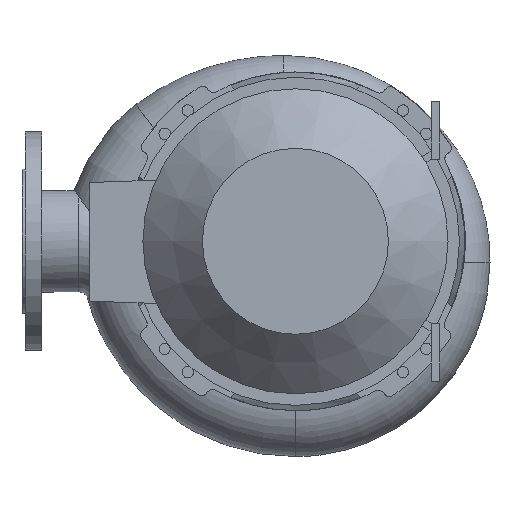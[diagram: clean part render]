
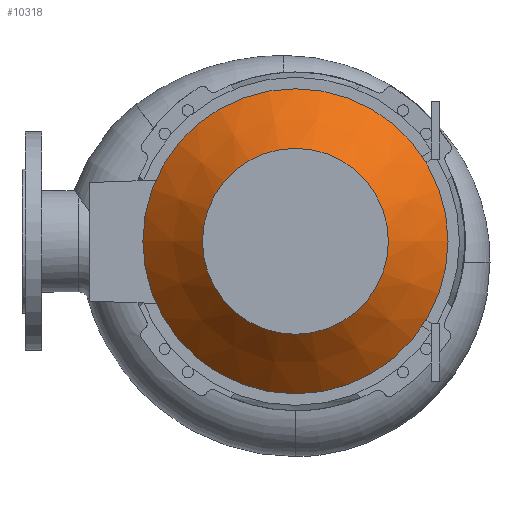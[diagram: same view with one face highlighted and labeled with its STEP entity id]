
A CAD part, left-side view. The second image highlights one B-rep face of the part: STEP entity #10318.
In plain terms, the highlighted conical face has half-angle 45 degrees and reference radius 112.25 mm.
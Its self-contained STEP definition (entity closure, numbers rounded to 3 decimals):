
#19=CONICAL_SURFACE('',#11089,112.25,45.);
#509=FACE_BOUND('',#2198,.T.);
#992=CIRCLE('',#11088,139.5);
#993=CIRCLE('',#11090,85.);
#1562=FACE_OUTER_BOUND('',#2197,.T.);
#2197=EDGE_LOOP('',(#9397));
#2198=EDGE_LOOP('',(#9398));
#4995=VERTEX_POINT('',#19322);
#4996=VERTEX_POINT('',#19325);
#6479=EDGE_CURVE('',#4995,#4995,#992,.T.);
#6480=EDGE_CURVE('',#4996,#4996,#993,.T.);
#9397=ORIENTED_EDGE('',*,*,#6480,.F.);
#9398=ORIENTED_EDGE('',*,*,#6479,.T.);
#10318=ADVANCED_FACE('',(#1562,#509),#19,.T.);
#11088=AXIS2_PLACEMENT_3D('',#19323,#13501,#13502);
#11089=AXIS2_PLACEMENT_3D('',#19324,#13503,#13504);
#11090=AXIS2_PLACEMENT_3D('',#19326,#13505,#13506);
#13501=DIRECTION('center_axis',(-1.,0.,0.));
#13502=DIRECTION('ref_axis',(0.,0.,1.));
#13503=DIRECTION('center_axis',(1.,0.,0.));
#13504=DIRECTION('ref_axis',(0.,1.,0.));
#13505=DIRECTION('center_axis',(-1.,0.,0.));
#13506=DIRECTION('ref_axis',(0.,0.,1.));
#19322=CARTESIAN_POINT('',(-604.5,319.5,0.));
#19323=CARTESIAN_POINT('Origin',(-604.5,180.,0.));
#19324=CARTESIAN_POINT('Origin',(-631.75,180.,0.));
#19325=CARTESIAN_POINT('',(-659.,265.,0.));
#19326=CARTESIAN_POINT('Origin',(-659.,180.,0.));
